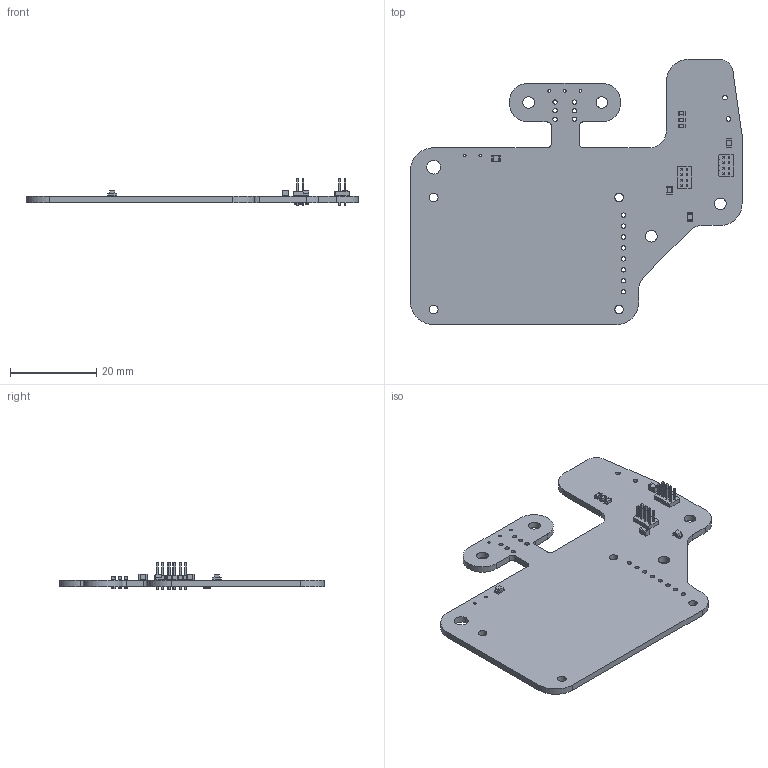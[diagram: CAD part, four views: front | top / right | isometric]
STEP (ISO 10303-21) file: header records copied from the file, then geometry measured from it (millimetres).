
FILE_DESCRIPTION(('KiCad electronic assembly'),'2;1');
FILE_NAME('DispKeyR1_0.step','2025-06-08T19:02:46',('Pcbnew'),('Kicad'), 'Open CASCADE STEP processor 7.8','KiCad to STEP converter','Unknown' );
FILE_SCHEMA(('AUTOMOTIVE_DESIGN { 1 0 10303 214 1 1 1 1 }'));
Length unit declared in the file: millimetre
Products named in the file (7): DispKeyR1_0 1; LED_0805_2012Metric; C_0805_2012Metric; C_0603_1608Metric; PinHeader_2x04_P1.27mm_Vertical; R_0603_1608Metric; DispKey_PCB
Assembly tree (14 placements, depth 2):
  DispKeyR1_0 1
    LED_0805_2012Metric  x2
    C_0805_2012Metric  x2
    C_0603_1608Metric  x3
    PinHeader_2x04_P1.27mm_Vertical  x2
    R_0603_1608Metric  x4
    DispKey_PCB
Bounding box: 77 x 61.5 x 6.3 mm (x, y, z)
Volume: 4885.6 mm3; surface area: 7425.8 mm2
Topology: 14 solids, 14 shells, 767 faces, 1925 edges, 1230 vertices
Faces by surface type: plane 598, cylinder 169
Full cylindrical faces by diameter (mm): 0.6 x5, 0.65 x16, 1 x14, 1.1 x2, 2 x4, 2.7 x4, 3.2 x1
Entity records: 13907 total; most frequent: CARTESIAN_POINT 1996, DIRECTION 1972, ORIENTED_EDGE 1948, EDGE_CURVE 974, LINE 772, VECTOR 772, VERTEX_POINT 624, AXIS2_PLACEMENT_3D 600
